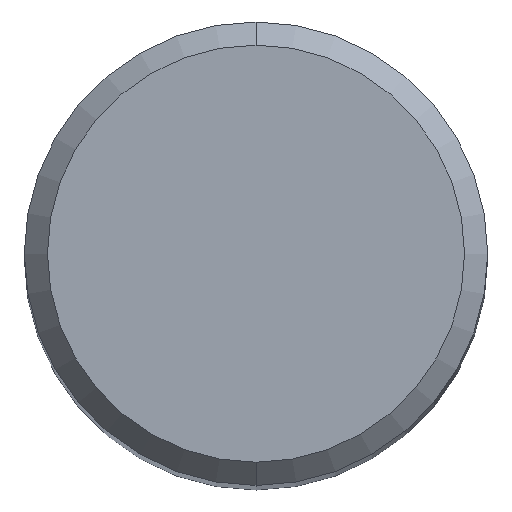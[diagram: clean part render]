
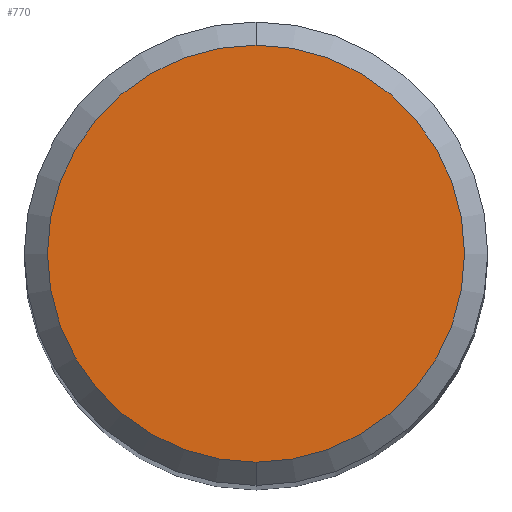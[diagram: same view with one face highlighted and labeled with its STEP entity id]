
A CAD part, top view. The second image highlights one B-rep face of the part: STEP entity #770.
In plain terms, the highlighted planar face has unit normal (0, 0, 1).
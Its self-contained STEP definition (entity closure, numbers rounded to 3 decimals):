
#366=VERTEX_POINT('',#1000);
#526=EDGE_CURVE('',#538,#366,#1173,.T.);
#538=VERTEX_POINT('',#1187);
#770=ADVANCED_FACE('',(#1441),#1442,.T.);
#830=EDGE_CURVE('',#366,#538,#1503,.T.);
#1000=CARTESIAN_POINT('',(0.,-5.4,0.0));
#1173=CIRCLE('',#6840,5.4);
#1187=CARTESIAN_POINT('',(0.0,5.4,0.0));
#1441=FACE_OUTER_BOUND('',#9559,.T.);
#1442=PLANE('',#9560);
#1503=CIRCLE('',#10274,5.4);
#6840=AXIS2_PLACEMENT_3D('',#10883,#10884,#10885);
#9559=EDGE_LOOP('',(#11162,#11163));
#9560=AXIS2_PLACEMENT_3D('',#11164,#11165,#11166);
#10274=AXIS2_PLACEMENT_3D('',#11200,#11201,#11202);
#10883=CARTESIAN_POINT('',(0.0,0.0,0.0));
#10884=DIRECTION('',(0.0,0.0,-1.0));
#10885=DIRECTION('',(0.0,1.0,0.0));
#11162=ORIENTED_EDGE('',*,*,#526,.F.);
#11163=ORIENTED_EDGE('',*,*,#830,.F.);
#11164=CARTESIAN_POINT('',(0.0,2.7,0.0));
#11165=DIRECTION('',(-0.0,0.0,1.0));
#11166=DIRECTION('',(0.0,-1.0,0.0));
#11200=CARTESIAN_POINT('',(0.0,0.0,0.0));
#11201=DIRECTION('',(0.0,0.0,-1.0));
#11202=DIRECTION('',(0.0,1.0,0.0));
